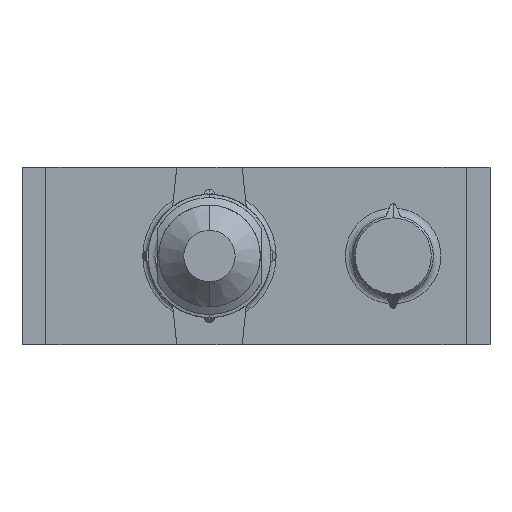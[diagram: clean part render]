
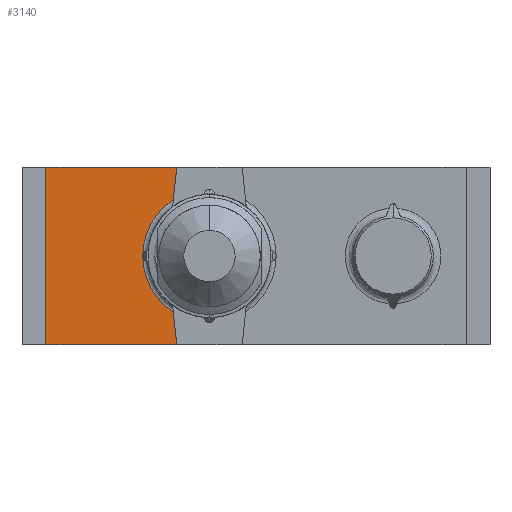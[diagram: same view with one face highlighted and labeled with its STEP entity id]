
A CAD part, front view. The second image highlights one B-rep face of the part: STEP entity #3140.
In plain terms, the highlighted planar face has unit normal (0, -1, 0).
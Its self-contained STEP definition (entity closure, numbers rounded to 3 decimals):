
#262 = EDGE_CURVE ( 'NONE', #825, #5889, #8261, .T. ) ;
#376 = CARTESIAN_POINT ( 'NONE',  ( 0., 0.38, -3.525 ) ) ;
#395 = DIRECTION ( 'NONE',  ( -1., 0., 0. ) ) ;
#481 = DIRECTION ( 'NONE',  ( -0.105, 0., -0.995 ) ) ;
#488 = CARTESIAN_POINT ( 'NONE',  ( -1.4, 0.38, 3.525 ) ) ;
#745 = CARTESIAN_POINT ( 'NONE',  ( -2.31, 0.38, 1.728 ) ) ;
#824 = CARTESIAN_POINT ( 'NONE',  ( -1.536, 0.38, -2.227 ) ) ;
#825 = VERTEX_POINT ( 'NONE', #8596 ) ;
#833 = DIRECTION ( 'NONE',  ( 0., 0., 1. ) ) ;
#838 = DIRECTION ( 'NONE',  ( 0., 1., 0. ) ) ;
#839 = PLANE ( 'NONE',  #4627 ) ;
#845 = DIRECTION ( 'NONE',  ( 0.105, 0., -0.995 ) ) ;
#923 = CARTESIAN_POINT ( 'NONE',  ( -6.6, 0.38, 3.525 ) ) ;
#1409 = CARTESIAN_POINT ( 'NONE',  ( -1.536, 0.38, -2.227 ) ) ;
#1421 = CARTESIAN_POINT ( 'NONE',  ( -2.31, 0.38, -1.728 ) ) ;
#1444 = CARTESIAN_POINT ( 'NONE',  ( -2.75, 0.38, 0. ) ) ;
#1447 = CARTESIAN_POINT ( 'NONE',  ( -2.75, 0.38, -0.92 ) ) ;
#1622 = VERTEX_POINT ( 'NONE', #6298 ) ;
#1669 = CARTESIAN_POINT ( 'NONE',  ( -1.536, 0.38, -2.227 ) ) ;
#1871 = DIRECTION ( 'NONE',  ( 1., 0., 0. ) ) ;
#1999 = CARTESIAN_POINT ( 'NONE',  ( -2.75, 0.38, 0. ) ) ;
#2029 = CARTESIAN_POINT ( 'NONE',  ( -1.536, 0.38, 2.227 ) ) ;
#2042 = CARTESIAN_POINT ( 'NONE',  ( -6.6, 0.38, 3.525 ) ) ;
#2096 = CARTESIAN_POINT ( 'NONE',  ( -2.75, 0.38, 0.92 ) ) ;
#2142 = VERTEX_POINT ( 'NONE', #1669 ) ;
#2597 = EDGE_CURVE ( 'NONE', #5889, #2142, #4489, .T. ) ;
#2913 = VERTEX_POINT ( 'NONE', #5152 ) ;
#2980 = CARTESIAN_POINT ( 'NONE',  ( -6.6, 0.38, 3.525 ) ) ;
#3140 = ADVANCED_FACE ( 'NONE', ( #3753 ), #839, .F. ) ;
#3149 = EDGE_CURVE ( 'NONE', #2142, #2913, #3763, .T. ) ;
#3207 = EDGE_CURVE ( 'NONE', #1622, #825, #3961, .T. ) ;
#3421 = CARTESIAN_POINT ( 'NONE',  ( -2.75, 0.38, 0. ) ) ;
#3753 = FACE_OUTER_BOUND ( 'NONE', #5237, .T. ) ;
#3763 = LINE ( 'NONE', #824, #3786 ) ;
#3786 = VECTOR ( 'NONE', #845, 1000. ) ;
#3887 = VECTOR ( 'NONE', #481, 1000. ) ;
#3961 = LINE ( 'NONE', #488, #3887 ) ;
#4489 =( BOUNDED_CURVE ( )  B_SPLINE_CURVE ( 3, ( #1444, #1447, #1421, #1409 ),
 .UNSPECIFIED., .F., .F. ) 
 B_SPLINE_CURVE_WITH_KNOTS ( ( 4, 4 ),
 ( 0., 1. ),
 .UNSPECIFIED. ) 
 CURVE ( )  GEOMETRIC_REPRESENTATION_ITEM ( )  RATIONAL_B_SPLINE_CURVE ( ( 1., 0.919, 0.919, 1. ) ) 
 REPRESENTATION_ITEM ( '' )  );
#4627 = AXIS2_PLACEMENT_3D ( 'NONE', #923, #838, #833 ) ;
#4649 = EDGE_CURVE ( 'NONE', #4828, #5946, #5336, .T. ) ;
#4828 = VERTEX_POINT ( 'NONE', #5003 ) ;
#5003 = CARTESIAN_POINT ( 'NONE',  ( -6.6, 0.38, -3.525 ) ) ;
#5152 = CARTESIAN_POINT ( 'NONE',  ( -1.4, 0.38, -3.525 ) ) ;
#5237 = EDGE_LOOP ( 'NONE', ( #7973, #8071, #8091, #8099, #8161, #8281, #8393 ) ) ;
#5280 = DIRECTION ( 'NONE',  ( 0., 0., 1. ) ) ;
#5336 = LINE ( 'NONE', #5375, #5480 ) ;
#5375 = CARTESIAN_POINT ( 'NONE',  ( -6.6, 0.38, 3.525 ) ) ;
#5480 = VECTOR ( 'NONE', #5280, 1000. ) ;
#5889 = VERTEX_POINT ( 'NONE', #3421 ) ;
#5946 = VERTEX_POINT ( 'NONE', #2980 ) ;
#6298 = CARTESIAN_POINT ( 'NONE',  ( -1.4, 0.38, 3.525 ) ) ;
#6591 = VECTOR ( 'NONE', #1871, 1000. ) ;
#6600 = LINE ( 'NONE', #2042, #6591 ) ;
#6716 = EDGE_CURVE ( 'NONE', #5946, #1622, #6600, .T. ) ;
#6994 = LINE ( 'NONE', #376, #7048 ) ;
#7048 = VECTOR ( 'NONE', #395, 1000. ) ;
#7193 = EDGE_CURVE ( 'NONE', #2913, #4828, #6994, .T. ) ;
#7973 = ORIENTED_EDGE ( 'NONE', *, *, #3149, .F. ) ;
#8071 = ORIENTED_EDGE ( 'NONE', *, *, #2597, .F. ) ;
#8091 = ORIENTED_EDGE ( 'NONE', *, *, #262, .F. ) ;
#8099 = ORIENTED_EDGE ( 'NONE', *, *, #3207, .F. ) ;
#8161 = ORIENTED_EDGE ( 'NONE', *, *, #6716, .F. ) ;
#8261 =( BOUNDED_CURVE ( )  B_SPLINE_CURVE ( 3, ( #2029, #745, #2096, #1999 ),
 .UNSPECIFIED., .F., .T. ) 
 B_SPLINE_CURVE_WITH_KNOTS ( ( 4, 4 ),
 ( 0., 1. ),
 .UNSPECIFIED. ) 
 CURVE ( )  GEOMETRIC_REPRESENTATION_ITEM ( )  RATIONAL_B_SPLINE_CURVE ( ( 1., 0.919, 0.919, 1. ) ) 
 REPRESENTATION_ITEM ( '' )  );
#8281 = ORIENTED_EDGE ( 'NONE', *, *, #4649, .F. ) ;
#8393 = ORIENTED_EDGE ( 'NONE', *, *, #7193, .F. ) ;
#8596 = CARTESIAN_POINT ( 'NONE',  ( -1.536, 0.38, 2.227 ) ) ;
